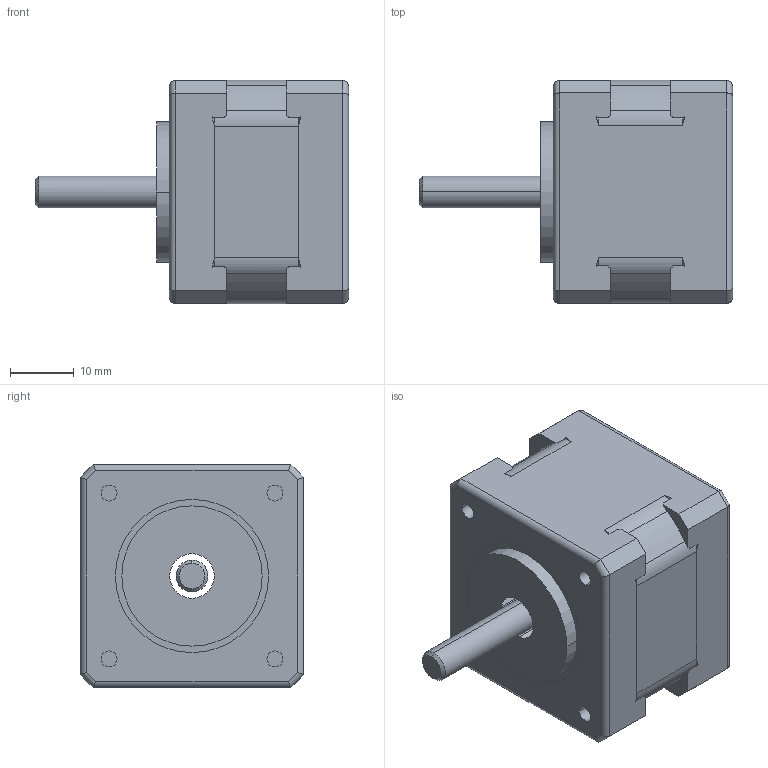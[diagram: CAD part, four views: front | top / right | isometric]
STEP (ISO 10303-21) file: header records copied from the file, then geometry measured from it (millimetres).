
FILE_DESCRIPTION((''),'2;1');
FILE_NAME('FL35ST28-0504A_SW0001','2021-04-10T16:14:39',('xujiajun'),(''),'CREO PARAMETRIC BY PTC INC, 2017110','CREO PARAMETRIC BY PTC INC, 2017110','');
FILE_SCHEMA(('CONFIG_CONTROL_DESIGN'));
Length unit declared in the file: millimetre
Products named in the file (1): FL35ST28-0504A_SW0001
Bounding box: 49.1 x 35 x 35 mm (x, y, z)
Surface area: 6995.9 mm2 (no closed solid volume)
Topology: 0 solids, 5 shells, 133 faces, 606 edges, 452 vertices
Faces by surface type: plane 55, cylinder 50, cone 20, sphere 8
Entity records: 6366 total; most frequent: CARTESIAN_POINT 1569, DIRECTION 1023, ORIENTED_EDGE 869, EDGE_CURVE 598, VERTEX_POINT 452, AXIS2_PLACEMENT_3D 370, VECTOR 283, LINE 283
